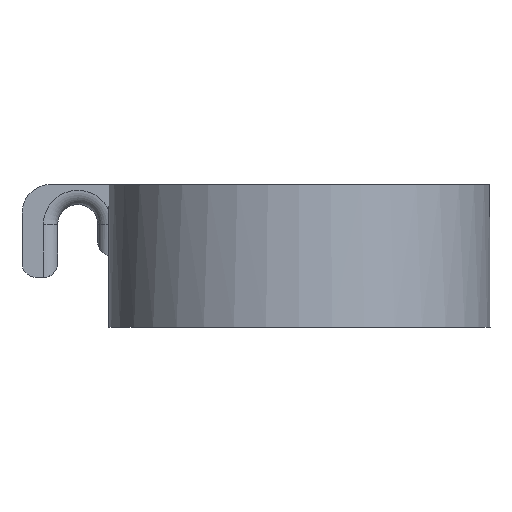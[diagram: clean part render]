
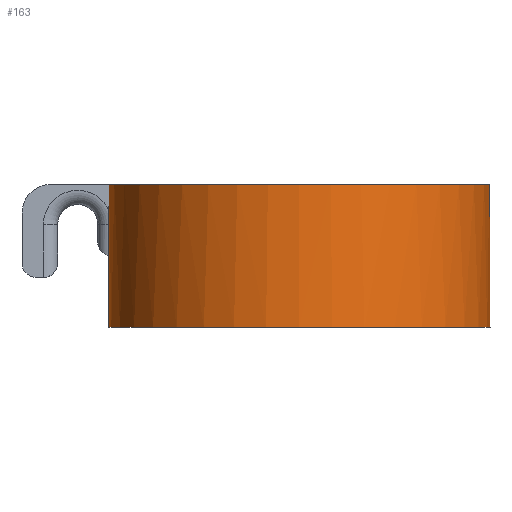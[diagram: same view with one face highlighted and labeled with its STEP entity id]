
A CAD part, left-side view. The second image highlights one B-rep face of the part: STEP entity #163.
In plain terms, the highlighted cylindrical face has radius 16.954 mm (diameter 33.909 mm), a full revolution.
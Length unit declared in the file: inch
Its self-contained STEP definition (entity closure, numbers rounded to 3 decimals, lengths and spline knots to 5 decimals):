
#143=CYLINDRICAL_SURFACE('',#818,0.6675);
#163=ADVANCED_FACE('',(#223,#224),#143,.T.);
#223=FACE_BOUND('',#240,.T.);
#224=FACE_BOUND('',#241,.T.);
#240=EDGE_LOOP('',(#334));
#241=EDGE_LOOP('',(#335,#336,#337,#338));
#292=CIRCLE('',#815,0.6675);
#293=CIRCLE('',#816,0.6675);
#294=CIRCLE('',#817,0.6675);
#334=ORIENTED_EDGE('',*,*,#600,.T.);
#335=ORIENTED_EDGE('',*,*,#601,.F.);
#336=ORIENTED_EDGE('',*,*,#602,.T.);
#337=ORIENTED_EDGE('',*,*,#603,.T.);
#338=ORIENTED_EDGE('',*,*,#604,.T.);
#534=VERTEX_POINT('',#1133);
#535=VERTEX_POINT('',#1135);
#536=VERTEX_POINT('',#1136);
#537=VERTEX_POINT('',#1138);
#538=VERTEX_POINT('',#1140);
#600=EDGE_CURVE('',#534,#534,#292,.T.);
#601=EDGE_CURVE('',#535,#536,#293,.T.);
#602=EDGE_CURVE('',#535,#537,#696,.T.);
#603=EDGE_CURVE('',#537,#538,#294,.T.);
#604=EDGE_CURVE('',#538,#536,#697,.T.);
#696=LINE('',#1137,#752);
#697=LINE('',#1141,#753);
#752=VECTOR('',#915,1.);
#753=VECTOR('',#918,1.);
#815=AXIS2_PLACEMENT_3D('',#1132,#911,#912);
#816=AXIS2_PLACEMENT_3D('',#1134,#913,#914);
#817=AXIS2_PLACEMENT_3D('',#1139,#916,#917);
#818=AXIS2_PLACEMENT_3D('',#1142,#919,#920);
#911=DIRECTION('',(0.,0.,1.));
#912=DIRECTION('',(-1.,0.,0.));
#913=DIRECTION('',(0.,0.,1.));
#914=DIRECTION('',(-1.,0.,0.));
#915=DIRECTION('',(0.,0.,-1.));
#916=DIRECTION('',(0.,0.,-1.));
#917=DIRECTION('',(1.,0.,0.));
#918=DIRECTION('',(0.,0.,1.));
#919=DIRECTION('',(0.,0.,-1.));
#920=DIRECTION('',(-1.,0.,0.));
#1132=CARTESIAN_POINT('',(15.83,-1.6375,7.62983));
#1133=CARTESIAN_POINT('',(15.1625,-1.6375,7.62983));
#1134=CARTESIAN_POINT('',(15.83,-1.6375,8.12983));
#1135=CARTESIAN_POINT('',(16.4611,-1.42007,8.12983));
#1136=CARTESIAN_POINT('',(16.4611,-1.85493,8.12983));
#1137=CARTESIAN_POINT('',(16.4611,-1.42007,8.12983));
#1138=CARTESIAN_POINT('',(16.4611,-1.42007,7.77983));
#1139=CARTESIAN_POINT('',(15.83,-1.6375,7.77983));
#1140=CARTESIAN_POINT('',(16.4611,-1.85493,7.77983));
#1141=CARTESIAN_POINT('',(16.4611,-1.85493,8.12983));
#1142=CARTESIAN_POINT('',(15.83,-1.6375,8.12983));
